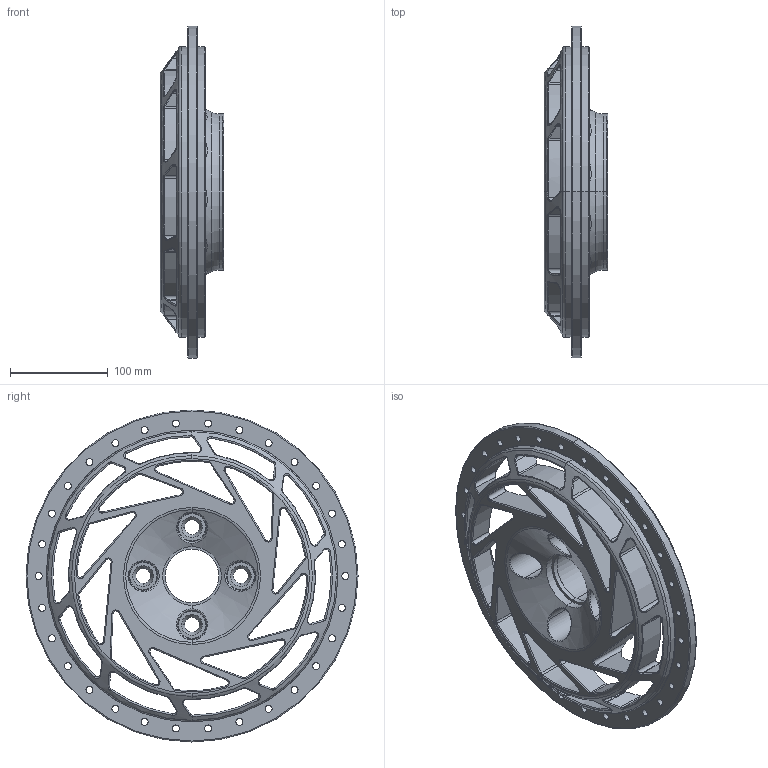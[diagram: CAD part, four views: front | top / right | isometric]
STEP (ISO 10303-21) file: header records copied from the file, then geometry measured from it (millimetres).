
FILE_DESCRIPTION (( 'STEP AP214' ), '1' );
FILE_NAME ('Union F_05-1.STEP', '2017-04-13T18:13:18', ( 'Admin' ), ( '' ), 'SwSTEP 2.0', 'SolidWorks 2014', '' );
FILE_SCHEMA (( 'AUTOMOTIVE_DESIGN' ));
Length unit declared in the file: millimetre
Products named in the file (1): Union F_05-1
Bounding box: 65 x 340 x 340 mm (x, y, z)
Volume: 1767755.6 mm3; surface area: 294824.7 mm2
Topology: 1 solids, 1 shells, 479 faces, 1264 edges, 780 vertices
Faces by surface type: cylinder 220, torus 114, bspline 68, plane 61, cone 16
Entity records: 21972 total; most frequent: CARTESIAN_POINT 10280, ORIENTED_EDGE 2528, DIRECTION 2402, EDGE_CURVE 1264, AXIS2_PLACEMENT_3D 1040, VERTEX_POINT 780, CIRCLE 628, EDGE_LOOP 582
